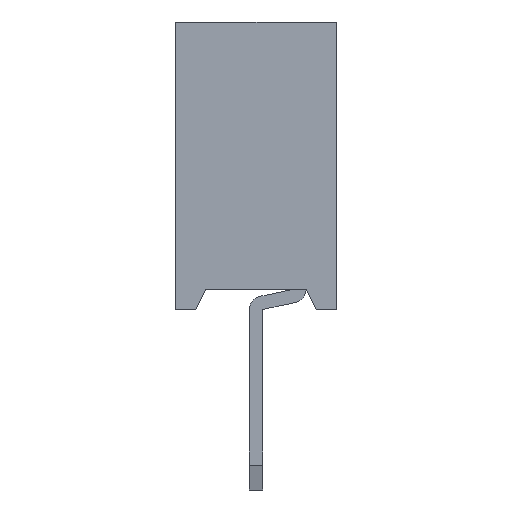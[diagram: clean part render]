
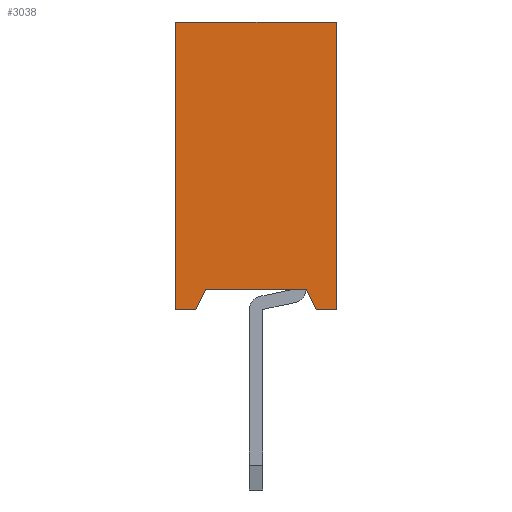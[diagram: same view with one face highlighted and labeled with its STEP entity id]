
A CAD part, left-side view. The second image highlights one B-rep face of the part: STEP entity #3038.
In plain terms, the highlighted planar face has unit normal (-1, 0, 0).
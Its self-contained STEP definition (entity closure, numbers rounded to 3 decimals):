
#3038=ADVANCED_FACE('',(#20446),#20448,.T.);
#20446=FACE_BOUND('',#20447,.T.);
#20447=EDGE_LOOP('',(#33461,#33462,#33463,#33464,#33465,#33466,#33467,#33468));
#20448=PLANE('',#20449);
#20449=AXIS2_PLACEMENT_3D('',#20450,#20451,#20452);
#20450=CARTESIAN_POINT('',(-1.,1.2,0.));
#20451=DIRECTION('',(-1.,0.,0.));
#20452=DIRECTION('',(0.,-1.,0.));
#33461=ORIENTED_EDGE('',*,*,#43366,.T.);
#33462=ORIENTED_EDGE('',*,*,#42871,.T.);
#33463=ORIENTED_EDGE('',*,*,#43367,.T.);
#33464=ORIENTED_EDGE('',*,*,#43368,.T.);
#33465=ORIENTED_EDGE('',*,*,#43369,.T.);
#33466=ORIENTED_EDGE('',*,*,#43370,.F.);
#33467=ORIENTED_EDGE('',*,*,#43371,.F.);
#33468=ORIENTED_EDGE('',*,*,#43313,.T.);
#42871=EDGE_CURVE('',#48234,#48232,#48235,.T.);
#43313=EDGE_CURVE('',#49076,#49074,#49077,.T.);
#43366=EDGE_CURVE('',#49074,#48234,#49136,.F.);
#43367=EDGE_CURVE('',#48232,#49137,#49138,.F.);
#43368=EDGE_CURVE('',#49137,#49139,#49140,.T.);
#43369=EDGE_CURVE('',#49139,#49141,#49142,.T.);
#43370=EDGE_CURVE('',#49143,#49141,#49144,.T.);
#43371=EDGE_CURVE('',#49076,#49143,#49145,.T.);
#48232=VERTEX_POINT('',#57194);
#48234=VERTEX_POINT('',#57198);
#48235=LINE('',#57199,#57200);
#49074=VERTEX_POINT('',#58920);
#49076=VERTEX_POINT('',#58924);
#49077=LINE('',#58925,#58926);
#49136=LINE('',#59090,#59091);
#49137=VERTEX_POINT('',#59093);
#49138=LINE('',#59094,#59095);
#49139=VERTEX_POINT('',#59097);
#49140=LINE('',#59098,#59099);
#49141=VERTEX_POINT('',#59101);
#49142=LINE('',#59102,#59103);
#49143=VERTEX_POINT('',#59105);
#49144=LINE('',#59106,#59107);
#49145=LINE('',#59109,#59110);
#57194=CARTESIAN_POINT('',(-1.,-0.75,0.3));
#57198=CARTESIAN_POINT('',(-1.,0.75,0.3));
#57199=CARTESIAN_POINT('',(-1.,0.75,0.3));
#57200=VECTOR('',#57201,1.);
#57201=DIRECTION('',(0.,-1.,0.));
#58920=CARTESIAN_POINT('',(-1.,0.9,0.));
#58924=CARTESIAN_POINT('',(-1.,1.2,0.));
#58925=CARTESIAN_POINT('',(-1.,1.2,0.));
#58926=VECTOR('',#58927,1.);
#58927=DIRECTION('',(0.,-1.,0.));
#59090=CARTESIAN_POINT('',(-1.,0.75,0.3));
#59091=VECTOR('',#59092,1.);
#59092=DIRECTION('',(0.,0.447,-0.894));
#59093=CARTESIAN_POINT('',(-1.,-0.9,0.));
#59094=CARTESIAN_POINT('',(-1.,-0.9,0.));
#59095=VECTOR('',#59096,1.);
#59096=DIRECTION('',(0.,0.447,0.894));
#59097=CARTESIAN_POINT('',(-1.,-1.2,0.));
#59098=CARTESIAN_POINT('',(-1.,-0.9,0.));
#59099=VECTOR('',#59100,1.);
#59100=DIRECTION('',(0.,-1.,0.));
#59101=CARTESIAN_POINT('',(-1.,-1.2,4.3));
#59102=CARTESIAN_POINT('',(-1.,-1.2,0.));
#59103=VECTOR('',#59104,1.);
#59104=DIRECTION('',(0.,0.,1.));
#59105=CARTESIAN_POINT('',(-1.,1.2,4.3));
#59106=CARTESIAN_POINT('',(-1.,1.2,4.3));
#59107=VECTOR('',#59108,1.);
#59108=DIRECTION('',(0.,-1.,0.));
#59109=CARTESIAN_POINT('',(-1.,1.2,0.));
#59110=VECTOR('',#59111,1.);
#59111=DIRECTION('',(0.,0.,1.));
